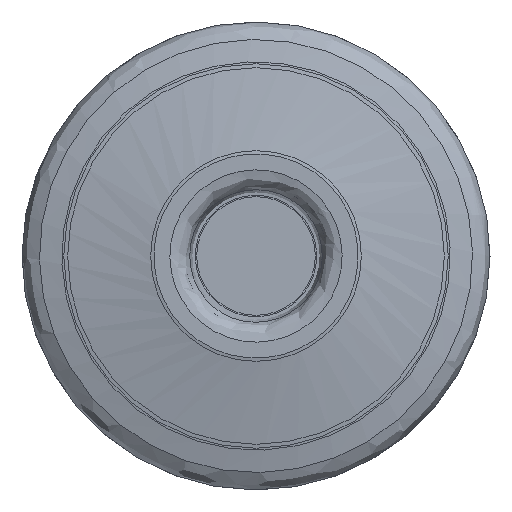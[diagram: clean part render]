
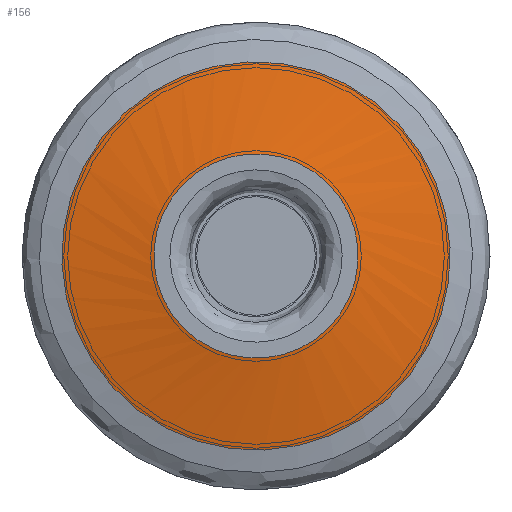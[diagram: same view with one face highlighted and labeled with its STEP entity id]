
A CAD part, left-side view. The second image highlights one B-rep face of the part: STEP entity #156.
In plain terms, the highlighted free-form (B-spline) face has degree [1, 3] with [2, 7] control points.
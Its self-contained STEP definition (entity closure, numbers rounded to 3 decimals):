
#39=(
BOUNDED_SURFACE()
B_SPLINE_SURFACE(1,3,((#902,#903,#904,#905,#906,#907,#908),(#909,#910,#911,
#912,#913,#914,#915)),.UNSPECIFIED.,.F.,.T.,.F.)
B_SPLINE_SURFACE_WITH_KNOTS((2,2),(1,3,3,3,1),(0.,1.),(-0.5,0.,0.5,1.,1.5),
 .UNSPECIFIED.)
GEOMETRIC_REPRESENTATION_ITEM()
RATIONAL_B_SPLINE_SURFACE(((1.,0.333,0.333,1.,0.333,
0.333,1.),(1.,0.333,0.333,1.,0.333,
0.333,1.)))
REPRESENTATION_ITEM('')
SURFACE()
);
#52=LINE('',#899,#64);
#64=VECTOR('',#621,1.);
#113=FACE_OUTER_BOUND('',#242,.T.);
#156=ADVANCED_FACE('',(#113),#39,.F.);
#242=EDGE_LOOP('',(#316,#317,#318,#319));
#316=ORIENTED_EDGE('',*,*,#415,.T.);
#317=ORIENTED_EDGE('',*,*,#416,.F.);
#318=ORIENTED_EDGE('',*,*,#415,.F.);
#319=ORIENTED_EDGE('',*,*,#414,.T.);
#373=VERTEX_POINT('',#896);
#374=VERTEX_POINT('',#900);
#414=EDGE_CURVE('',#373,#373,#457,.T.);
#415=EDGE_CURVE('',#373,#374,#52,.T.);
#416=EDGE_CURVE('',#374,#374,#458,.T.);
#457=CIRCLE('',#510,3.493);
#458=CIRCLE('',#512,6.639);
#510=AXIS2_PLACEMENT_3D('',#897,#617,#618);
#512=AXIS2_PLACEMENT_3D('',#901,#622,#623);
#617=DIRECTION('',(1.,0.,0.));
#618=DIRECTION('',(0.,-0.903,0.429));
#621=DIRECTION('',(0.173,-0.985,-0.018));
#622=DIRECTION('',(1.,0.,0.));
#623=DIRECTION('',(0.,-0.976,0.217));
#896=CARTESIAN_POINT('',(0.,-3.155,1.5));
#897=CARTESIAN_POINT('',(0.,0.,0.));
#899=CARTESIAN_POINT('',(0.,-3.155,1.5));
#900=CARTESIAN_POINT('',(0.583,-6.481,1.439));
#901=CARTESIAN_POINT('',(0.583,0.,0.));
#902=CARTESIAN_POINT('',(0.,-3.155,1.5));
#903=CARTESIAN_POINT('',(0.,-6.155,-4.81));
#904=CARTESIAN_POINT('',(0.,0.155,-7.81));
#905=CARTESIAN_POINT('',(0.,3.155,-1.5));
#906=CARTESIAN_POINT('',(0.,6.155,4.81));
#907=CARTESIAN_POINT('',(0.,-0.155,7.81));
#908=CARTESIAN_POINT('',(0.,-3.155,1.5));
#909=CARTESIAN_POINT('',(0.583,-6.481,1.439));
#910=CARTESIAN_POINT('',(0.583,-9.359,-11.524));
#911=CARTESIAN_POINT('',(0.583,3.604,-14.401));
#912=CARTESIAN_POINT('',(0.583,6.481,-1.439));
#913=CARTESIAN_POINT('',(0.583,9.359,11.524));
#914=CARTESIAN_POINT('',(0.583,-3.604,14.401));
#915=CARTESIAN_POINT('',(0.583,-6.481,1.439));
